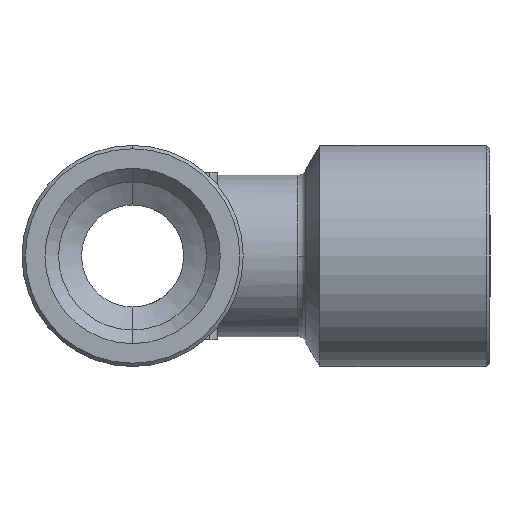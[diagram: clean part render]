
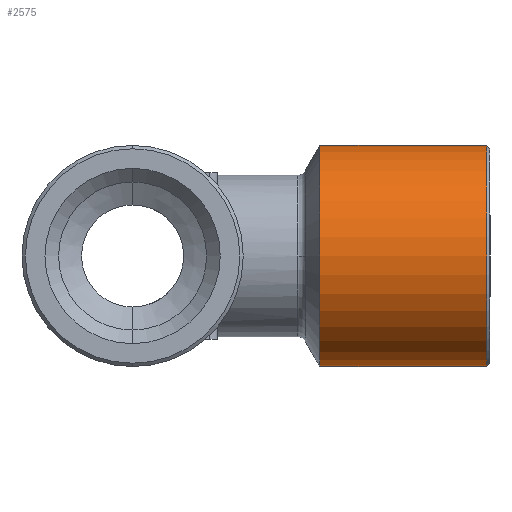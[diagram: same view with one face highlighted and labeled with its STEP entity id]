
A CAD part, left-side view. The second image highlights one B-rep face of the part: STEP entity #2575.
In plain terms, the highlighted cylindrical face has radius 6.5 mm (diameter 13 mm), a partial arc.
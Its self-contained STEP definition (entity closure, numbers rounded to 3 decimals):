
#4 = VERTEX_POINT ( 'NONE', #605 ) ;
#5 = VERTEX_POINT ( 'NONE', #602 ) ;
#9 = EDGE_CURVE ( 'NONE', #4, #10, #596, .T. ) ;
#10 = VERTEX_POINT ( 'NONE', #592 ) ;
#11 = EDGE_CURVE ( 'NONE', #5, #15, #591, .T. ) ;
#15 = VERTEX_POINT ( 'NONE', #648 ) ;
#588 = DIRECTION ( 'NONE',  ( 0., 1., 0. ) ) ;
#589 = VECTOR ( 'NONE', #588, 1000. ) ;
#590 = CARTESIAN_POINT ( 'NONE',  ( 0., 9.788, -6.5 ) ) ;
#591 = LINE ( 'NONE', #590, #589 ) ;
#592 = CARTESIAN_POINT ( 'NONE',  ( 0., -11., 6.5 ) ) ;
#593 = DIRECTION ( 'NONE',  ( 0., 1., 0. ) ) ;
#594 = VECTOR ( 'NONE', #593, 1000. ) ;
#595 = CARTESIAN_POINT ( 'NONE',  ( 0., 9.788, 6.5 ) ) ;
#596 = LINE ( 'NONE', #595, #594 ) ;
#602 = CARTESIAN_POINT ( 'NONE',  ( 0., -20.8, -6.5 ) ) ;
#605 = CARTESIAN_POINT ( 'NONE',  ( 0., -20.8, 6.5 ) ) ;
#648 = CARTESIAN_POINT ( 'NONE',  ( 0., -11., -6.5 ) ) ;
#1758 = CIRCLE ( 'NONE', #1821, 6.5 ) ;
#1759 = CARTESIAN_POINT ( 'NONE',  ( 0., -11., 0. ) ) ;
#1819 = DIRECTION ( 'NONE',  ( 0., 0., 1. ) ) ;
#1820 = DIRECTION ( 'NONE',  ( 0., 1., 0. ) ) ;
#1821 = AXIS2_PLACEMENT_3D ( 'NONE', #1759, #1820, #1819 ) ;
#1897 = DIRECTION ( 'NONE',  ( 0., 0., 1. ) ) ;
#1898 = DIRECTION ( 'NONE',  ( 0., 1., 0. ) ) ;
#1899 = AXIS2_PLACEMENT_3D ( 'NONE', #1900, #1898, #1897 ) ;
#1900 = CARTESIAN_POINT ( 'NONE',  ( 0., 9.788, 0. ) ) ;
#1901 = CYLINDRICAL_SURFACE ( 'NONE', #1899, 6.5 ) ;
#1902 = FACE_OUTER_BOUND ( 'NONE', #2566, .T. ) ;
#1903 = DIRECTION ( 'NONE',  ( 0., 0., 1. ) ) ;
#1904 = DIRECTION ( 'NONE',  ( 0., 1., 0. ) ) ;
#1905 = CARTESIAN_POINT ( 'NONE',  ( 0., -20.8, 0. ) ) ;
#1906 = AXIS2_PLACEMENT_3D ( 'NONE', #1905, #1904, #1903 ) ;
#1911 = CIRCLE ( 'NONE', #1906, 6.5 ) ;
#2509 = ORIENTED_EDGE ( 'NONE', *, *, #11, .F. ) ;
#2512 = ORIENTED_EDGE ( 'NONE', *, *, #2572, .T. ) ;
#2513 = EDGE_CURVE ( 'NONE', #15, #10, #1758, .T. ) ;
#2514 = ORIENTED_EDGE ( 'NONE', *, *, #2513, .F. ) ;
#2516 = ORIENTED_EDGE ( 'NONE', *, *, #9, .T. ) ;
#2566 = EDGE_LOOP ( 'NONE', ( #2509, #2512, #2516, #2514 ) ) ;
#2572 = EDGE_CURVE ( 'NONE', #5, #4, #1911, .T. ) ;
#2575 = ADVANCED_FACE ( 'NONE', ( #1902 ), #1901, .T. ) ;
